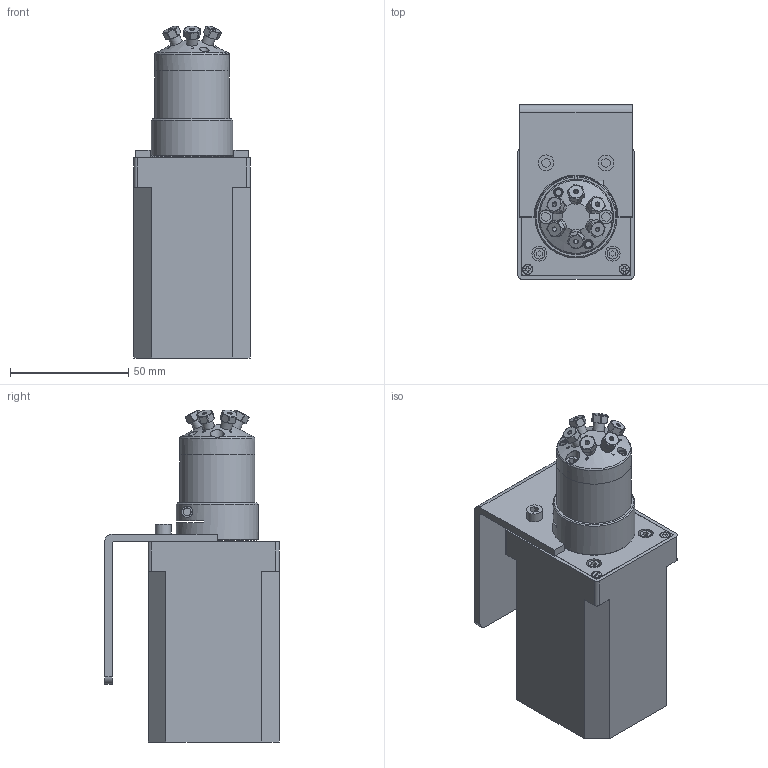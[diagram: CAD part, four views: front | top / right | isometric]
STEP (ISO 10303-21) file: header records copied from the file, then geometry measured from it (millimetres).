
FILE_DESCRIPTION((''),'2;1');
FILE_NAME('312329-C2-2006EH 6 port 2-pos valve electric actuated.stp','2013-08-14T14:21:03',('Franzp'),(''),'Autodesk Inventor 2013','Autodesk Inventor 2013','');
FILE_SCHEMA(('AUTOMOTIVE_DESIGN { 1 0 10303 214 1 1 1 1 }'));
Length unit declared in the file: millimetre
Products named in the file (1): 312329_Shrinkwrap_1
Bounding box: 49.17 x 73.91 x 140.61 mm (x, y, z)
Surface area: 56872 mm2 (no closed solid volume)
Topology: 0 solids, 32 shells, 258 faces, 909 edges, 671 vertices
Faces by surface type: plane 150, cylinder 82, cone 25, torus 1
Full cylindrical faces by diameter (mm): 1.727 x6, 2.95 x2, 3.175 x1, 3.22 x2, 4.166 x1, 4.32 x2, 4.6 x2, 4.826 x6, 5.78 x1, 5.89 x2, 5.94 x1, 6.35 x2, 6.7 x2, 16.256 x1, 19.05 x1, 19.075 x1, 31.75 x2, 34.671 x1
Entity records: 10336 total; most frequent: CARTESIAN_POINT 2713, DIRECTION 1436, ORIENTED_EDGE 1319, EDGE_CURVE 810, VERTEX_POINT 633, AXIS2_PLACEMENT_3D 527, EDGE_LOOP 396, VECTOR 382
